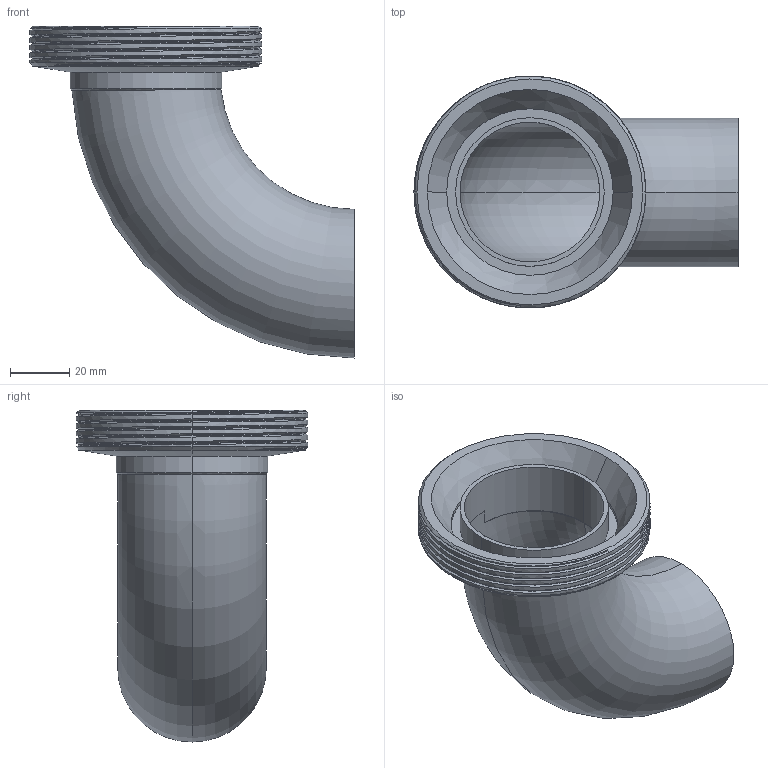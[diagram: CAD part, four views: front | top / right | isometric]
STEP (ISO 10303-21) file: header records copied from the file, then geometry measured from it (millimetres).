
FILE_DESCRIPTION (( 'STEP AP203' ), '1' );
FILE_NAME ('3D_M-3004_50_174784285.STEP', '2024-09-10T05:33:41', ( '' ), ( '' ), 'SwSTEP 2.0', 'SolidWorks 2024', '' );
FILE_SCHEMA (( 'CONFIG_CONTROL_DESIGN' ));
Length unit declared in the file: millimetre
Products named in the file (1): 3D_M-3004_50_174784285
Bounding box: 109 x 78 x 111.66 mm (x, y, z)
Volume: 56201 mm3; surface area: 48211.3 mm2
Topology: 1 solids, 1 shells, 43 faces, 106 edges, 67 vertices
Faces by surface type: cylinder 19, cone 10, plane 7, torus 4, bspline 3
Entity records: 4553 total; most frequent: CARTESIAN_POINT 3525, ORIENTED_EDGE 212, DIRECTION 186, EDGE_CURVE 106, AXIS2_PLACEMENT_3D 79, VERTEX_POINT 67, EDGE_LOOP 47, ADVANCED_FACE 43
